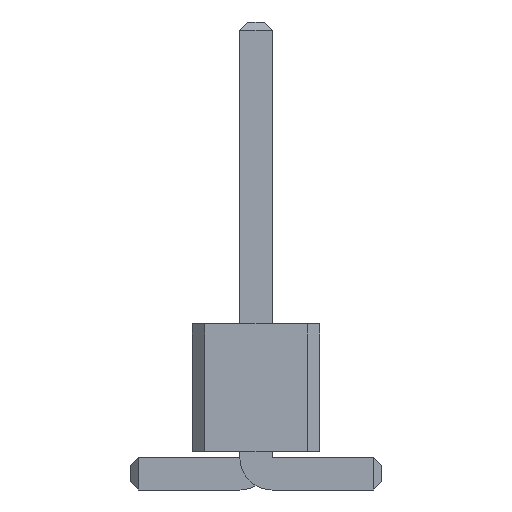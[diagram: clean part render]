
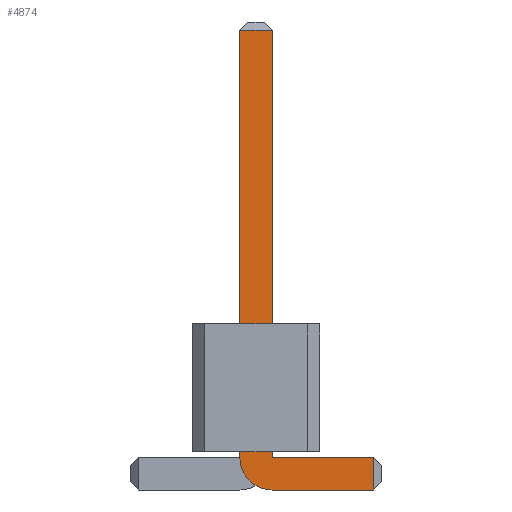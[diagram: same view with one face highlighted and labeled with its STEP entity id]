
A CAD part, front view. The second image highlights one B-rep face of the part: STEP entity #4874.
In plain terms, the highlighted planar face has unit normal (0, -1, 0).
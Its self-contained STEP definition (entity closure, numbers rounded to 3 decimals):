
#67=DIRECTION('',(1.,0.,0.));
#2207=VECTOR('',#67,1.);
#2260=DIRECTION('',(-1.,0.,0.));
#4397=VECTOR('',#2260,1.);
#4680=DIRECTION('',(-0.,1.,0.));
#4681=DIRECTION('',(0.,0.,-1.));
#4688=VECTOR('',#4689,1.);
#4689=DIRECTION('',(0.,0.,1.));
#4700=VECTOR('',#4681,1.);
#4712=DIRECTION('',(0.,1.,0.));
#4713=DIRECTION('',(1.,0.,0.));
#4720=VERTEX_POINT('',#4721);
#4721=CARTESIAN_POINT('',(2.34,-47.31,0.));
#4724=ORIENTED_EDGE('',*,*,#4725,.T.);
#4725=EDGE_CURVE('',#4720,#4726,#4728,.T.);
#4726=VERTEX_POINT('',#4727);
#4727=CARTESIAN_POINT('',(0.32,-47.31,0.));
#4728=LINE('',#4729,#4397);
#4729=CARTESIAN_POINT('',(2.5,-47.31,0.));
#4768=VERTEX_POINT('',#4769);
#4769=CARTESIAN_POINT('',(-0.32,-47.31,0.64));
#4772=EDGE_CURVE('',#4726,#4768,#4773,.T.);
#4773=CIRCLE('',#4774,0.64);
#4774=AXIS2_PLACEMENT_3D('',#4775,#4680,#4681);
#4775=CARTESIAN_POINT('',(0.32,-47.31,0.64));
#4784=VERTEX_POINT('',#4775);
#4786=ORIENTED_EDGE('',*,*,#4787,.T.);
#4787=EDGE_CURVE('',#4784,#4788,#4790,.T.);
#4788=VERTEX_POINT('',#4789);
#4789=CARTESIAN_POINT('',(2.34,-47.31,0.64));
#4790=LINE('',#4775,#2207);
#4800=ORIENTED_EDGE('',*,*,#4801,.T.);
#4801=EDGE_CURVE('',#4768,#4802,#4804,.T.);
#4802=VERTEX_POINT('',#4803);
#4803=CARTESIAN_POINT('',(-0.32,-47.31,9.14));
#4804=LINE('',#4805,#4688);
#4805=CARTESIAN_POINT('',(-0.32,-47.31,0.));
#4818=VERTEX_POINT('',#4819);
#4819=CARTESIAN_POINT('',(0.32,-47.31,9.14));
#4821=ORIENTED_EDGE('',*,*,#4822,.T.);
#4822=EDGE_CURVE('',#4818,#4784,#4823,.T.);
#4823=LINE('',#4824,#4700);
#4824=CARTESIAN_POINT('',(0.32,-47.31,9.3));
#4874=ADVANCED_FACE('',(#4875),#4884,.F.);
#4875=FACE_BOUND('',#4876,.F.);
#4876=EDGE_LOOP('',(#4724,#4877,#4800,#4878,#4821,#4786,#4881));
#4877=ORIENTED_EDGE('',*,*,#4772,.T.);
#4878=ORIENTED_EDGE('',*,*,#4879,.T.);
#4879=EDGE_CURVE('',#4802,#4818,#4880,.T.);
#4880=LINE('',#4803,#2207);
#4881=ORIENTED_EDGE('',*,*,#4882,.T.);
#4882=EDGE_CURVE('',#4788,#4720,#4883,.T.);
#4883=LINE('',#4789,#4700);
#4884=PLANE('',#4885);
#4885=AXIS2_PLACEMENT_3D('',#4886,#4712,#4713);
#4886=CARTESIAN_POINT('',(0.311,-47.31,3.871));
